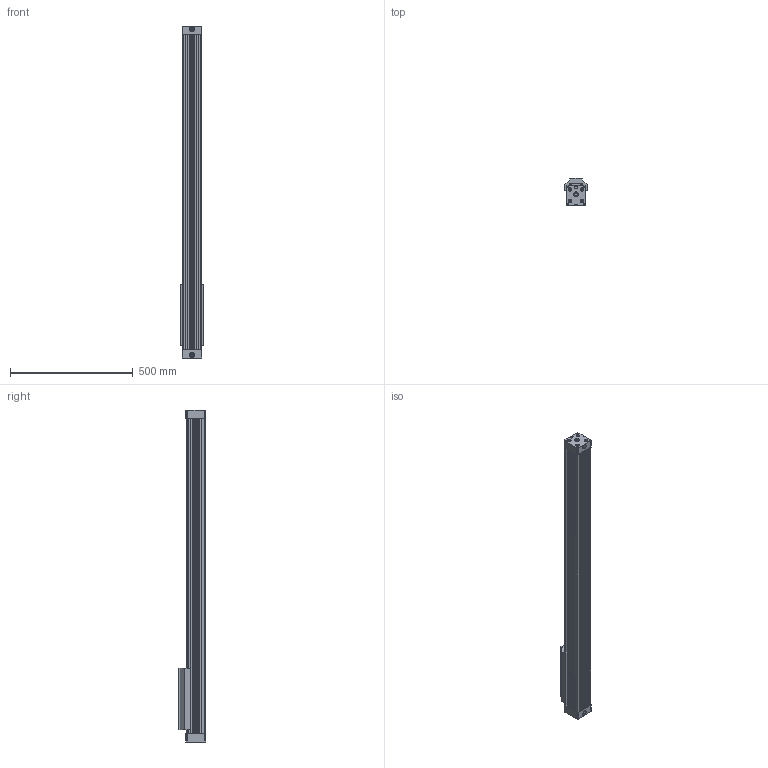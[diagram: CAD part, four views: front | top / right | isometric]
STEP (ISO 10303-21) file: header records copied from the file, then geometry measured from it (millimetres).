
FILE_DESCRIPTION( ( 'STEP AP203' ), '1' );
FILE_NAME( 'MCRPLS-90-50-1000_POS_0.stp', '2021-02-03T16:59:06', ( 'License CC BY-ND 4.0' ), ( 'CADENAS' ), ' ', 'PARTsolutions', ' ' );
FILE_SCHEMA( ( 'CONFIG_CONTROL_DESIGN' ) );
Length unit declared in the file: millimetre
Products named in the file (3): MCRPLS-90-50-1000_POS_0; _MCRPLS-90-50-01000_body; _MCRPLS-90-50-0100_rod
Assembly tree (2 placements, depth 2):
  MCRPLS-90-50-1000_POS_0
    _MCRPLS-90-50-01000_body
    _MCRPLS-90-50-0100_rod
Bounding box: 92 x 110 x 1350 mm (x, y, z)
Volume: 7595272.2 mm3; surface area: 838876.4 mm2
Topology: 2 solids, 2 shells, 650 faces, 1724 edges, 1136 vertices
Faces by surface type: plane 379, cylinder 217, cone 54
Full cylindrical faces by diameter (mm): 4.917 x8, 5.5 x2, 6 x2, 6.647 x10, 10 x6, 11 x4, 13 x8, 14 x8, 19.5 x1, 20 x5
Entity records: 19526 total; most frequent: DIRECTION 3372, CARTESIAN_POINT 3365, ORIENTED_EDGE 3176, EDGE_CURVE 1588, AXIS2_PLACEMENT_3D 1131, VERTEX_POINT 1124, LINE 1110, VECTOR 1110
